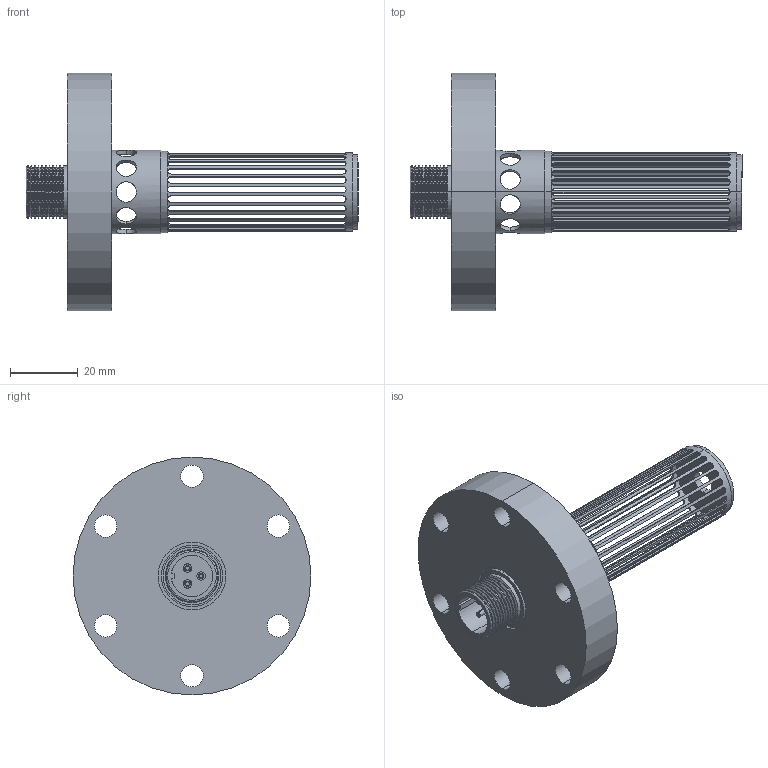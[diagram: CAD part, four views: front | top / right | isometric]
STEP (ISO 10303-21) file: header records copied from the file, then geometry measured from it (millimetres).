
FILE_DESCRIPTION (( 'STEP AP214' ), '1' );
FILE_NAME ('柲ァ撙郪璃-CF35-75L.STEP', '2023-07-20T05:45:15', ( '' ), ( '' ), 'SwSTEP 2.0', 'SolidWorks 2020', '' );
FILE_SCHEMA (( 'AUTOMOTIVE_DESIGN' ));
Length unit declared in the file: millimetre
Products named in the file (1): 柲ァ撙郪璃-CF35-75L
Bounding box: 97.7 x 70 x 70 mm (x, y, z)
Volume: 45027.6 mm3; surface area: 22668.6 mm2
Topology: 9 solids, 9 shells, 353 faces, 956 edges, 605 vertices
Faces by surface type: cylinder 195, plane 93, cone 50, bspline 15
Entity records: 18267 total; most frequent: CARTESIAN_POINT 5502, ORIENTED_EDGE 1874, DIRECTION 1742, EDGE_CURVE 937, AXIS2_PLACEMENT_3D 652, VERTEX_POINT 592, EDGE_LOOP 441, LINE 438
